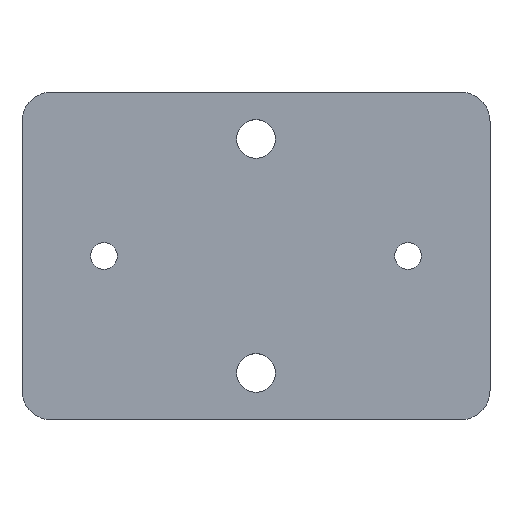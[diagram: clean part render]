
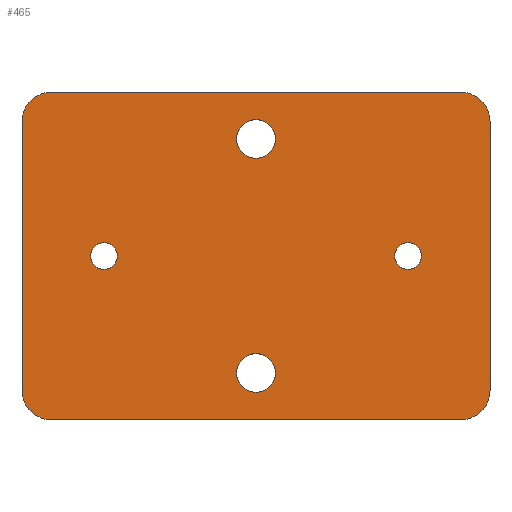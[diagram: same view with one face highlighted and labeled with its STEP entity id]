
A CAD part, top view. The second image highlights one B-rep face of the part: STEP entity #465.
In plain terms, the highlighted planar face has unit normal (0, 0, 1).
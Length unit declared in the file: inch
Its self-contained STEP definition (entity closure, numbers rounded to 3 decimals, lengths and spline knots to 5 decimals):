
#2 = DIRECTION ( 'NONE',  ( 0., 0., 1. ) ) ;
#5 = CARTESIAN_POINT ( 'NONE',  ( -0.165, 1., 0.094 ) ) ;
#7 = VERTEX_POINT ( 'NONE', #547 ) ;
#8 = EDGE_CURVE ( 'NONE', #356, #424, #404, .T. ) ;
#10 = VERTEX_POINT ( 'NONE', #265 ) ;
#18 = CARTESIAN_POINT ( 'NONE',  ( -1.3, 0., 0.094 ) ) ;
#23 = AXIS2_PLACEMENT_3D ( 'NONE', #251, #207, #355 ) ;
#31 = EDGE_LOOP ( 'NONE', ( #337, #246 ) ) ;
#34 = CIRCLE ( 'NONE', #23, 0.165 ) ;
#40 = CARTESIAN_POINT ( 'NONE',  ( 1.75, 1.15, 0.094 ) ) ;
#42 = VERTEX_POINT ( 'NONE', #401 ) ;
#51 = CARTESIAN_POINT ( 'NONE',  ( -2., -2., 0.094 ) ) ;
#52 = VECTOR ( 'NONE', #415, 39.37008 ) ;
#54 = PLANE ( 'NONE',  #453 ) ;
#57 = CIRCLE ( 'NONE', #102, 0.25 ) ;
#64 = CARTESIAN_POINT ( 'NONE',  ( -1.75, -1.4, 0.094 ) ) ;
#71 = DIRECTION ( 'NONE',  ( 1., 0., 0. ) ) ;
#72 = VERTEX_POINT ( 'NONE', #512 ) ;
#77 = ORIENTED_EDGE ( 'NONE', *, *, #579, .T. ) ;
#88 = AXIS2_PLACEMENT_3D ( 'NONE', #320, #360, #366 ) ;
#91 = CIRCLE ( 'NONE', #350, 0.25 ) ;
#98 = ORIENTED_EDGE ( 'NONE', *, *, #105, .T. ) ;
#102 = AXIS2_PLACEMENT_3D ( 'NONE', #244, #331, #476 ) ;
#104 = FACE_BOUND ( 'NONE', #427, .T. ) ;
#105 = EDGE_CURVE ( 'NONE', #160, #356, #91, .T. ) ;
#107 = CARTESIAN_POINT ( 'NONE',  ( 1.18583, 0., 0.094 ) ) ;
#112 = EDGE_CURVE ( 'NONE', #10, #287, #190, .T. ) ;
#115 = CARTESIAN_POINT ( 'NONE',  ( -2., 1.4, 0.094 ) ) ;
#117 = AXIS2_PLACEMENT_3D ( 'NONE', #497, #249, #454 ) ;
#120 = CIRCLE ( 'NONE', #166, 0.165 ) ;
#136 = VERTEX_POINT ( 'NONE', #5 ) ;
#137 = DIRECTION ( 'NONE',  ( 1., 0., 0. ) ) ;
#142 = CIRCLE ( 'NONE', #117, 0.11417 ) ;
#146 = DIRECTION ( 'NONE',  ( 1., 0., 0. ) ) ;
#160 = VERTEX_POINT ( 'NONE', #333 ) ;
#161 = CARTESIAN_POINT ( 'NONE',  ( 2., -1.15, 0.094 ) ) ;
#164 = CARTESIAN_POINT ( 'NONE',  ( -1.75, 1.15, 0.094 ) ) ;
#166 = AXIS2_PLACEMENT_3D ( 'NONE', #514, #578, #137 ) ;
#170 = CARTESIAN_POINT ( 'NONE',  ( -2., -1.4, 0.094 ) ) ;
#178 = ORIENTED_EDGE ( 'NONE', *, *, #371, .T. ) ;
#181 = VERTEX_POINT ( 'NONE', #64 ) ;
#183 = DIRECTION ( 'NONE',  ( -1., 0., 0. ) ) ;
#187 = AXIS2_PLACEMENT_3D ( 'NONE', #536, #526, #146 ) ;
#189 = VERTEX_POINT ( 'NONE', #347 ) ;
#190 = CIRCLE ( 'NONE', #440, 0.11417 ) ;
#192 = ORIENTED_EDGE ( 'NONE', *, *, #255, .F. ) ;
#193 = FACE_BOUND ( 'NONE', #528, .T. ) ;
#199 = ORIENTED_EDGE ( 'NONE', *, *, #112, .F. ) ;
#202 = ORIENTED_EDGE ( 'NONE', *, *, #395, .T. ) ;
#206 = ORIENTED_EDGE ( 'NONE', *, *, #575, .F. ) ;
#207 = DIRECTION ( 'NONE',  ( 0., 0., 1. ) ) ;
#210 = DIRECTION ( 'NONE',  ( 0., 0., 1. ) ) ;
#217 = CIRCLE ( 'NONE', #307, 0.25 ) ;
#224 = DIRECTION ( 'NONE',  ( 0., 1., 0. ) ) ;
#226 = VERTEX_POINT ( 'NONE', #161 ) ;
#229 = AXIS2_PLACEMENT_3D ( 'NONE', #18, #210, #71 ) ;
#239 = VECTOR ( 'NONE', #522, 39.37008 ) ;
#240 = DIRECTION ( 'NONE',  ( 1., 0., 0. ) ) ;
#241 = VERTEX_POINT ( 'NONE', #357 ) ;
#244 = CARTESIAN_POINT ( 'NONE',  ( 1.75, -1.15, 0.094 ) ) ;
#246 = ORIENTED_EDGE ( 'NONE', *, *, #273, .F. ) ;
#247 = CIRCLE ( 'NONE', #229, 0.11417 ) ;
#249 = DIRECTION ( 'NONE',  ( 0., 0., 1. ) ) ;
#251 = CARTESIAN_POINT ( 'NONE',  ( 0., -1., 0.094 ) ) ;
#254 = VECTOR ( 'NONE', #313, 39.37008 ) ;
#255 = EDGE_CURVE ( 'NONE', #430, #7, #142, .T. ) ;
#259 = CARTESIAN_POINT ( 'NONE',  ( 1.75, 1.4, 0.094 ) ) ;
#260 = ORIENTED_EDGE ( 'NONE', *, *, #510, .F. ) ;
#263 = DIRECTION ( 'NONE',  ( -1., 0., 0. ) ) ;
#265 = CARTESIAN_POINT ( 'NONE',  ( 1.41417, 0., 0.094 ) ) ;
#271 = LINE ( 'NONE', #170, #254 ) ;
#273 = EDGE_CURVE ( 'NONE', #42, #489, #34, .T. ) ;
#277 = EDGE_LOOP ( 'NONE', ( #478, #573, #77, #451, #202, #517, #178, #98 ) ) ;
#278 = DIRECTION ( 'NONE',  ( 0., 0., -1. ) ) ;
#281 = DIRECTION ( 'NONE',  ( 1., 0., 0. ) ) ;
#283 = EDGE_CURVE ( 'NONE', #7, #430, #247, .T. ) ;
#287 = VERTEX_POINT ( 'NONE', #107 ) ;
#289 = CARTESIAN_POINT ( 'NONE',  ( -2., -1.15, 0.094 ) ) ;
#291 = ORIENTED_EDGE ( 'NONE', *, *, #283, .F. ) ;
#307 = AXIS2_PLACEMENT_3D ( 'NONE', #164, #317, #421 ) ;
#313 = DIRECTION ( 'NONE',  ( 1., 0., 0. ) ) ;
#317 = DIRECTION ( 'NONE',  ( 0., 0., 1. ) ) ;
#320 = CARTESIAN_POINT ( 'NONE',  ( 0., -1., 0.094 ) ) ;
#321 = EDGE_CURVE ( 'NONE', #509, #181, #341, .T. ) ;
#331 = DIRECTION ( 'NONE',  ( 0., 0., 1. ) ) ;
#332 = EDGE_CURVE ( 'NONE', #489, #42, #380, .T. ) ;
#333 = CARTESIAN_POINT ( 'NONE',  ( 2., 1.15, 0.094 ) ) ;
#337 = ORIENTED_EDGE ( 'NONE', *, *, #332, .F. ) ;
#341 = CIRCLE ( 'NONE', #583, 0.25 ) ;
#345 = EDGE_CURVE ( 'NONE', #424, #189, #217, .T. ) ;
#347 = CARTESIAN_POINT ( 'NONE',  ( -2., 1.15, 0.094 ) ) ;
#350 = AXIS2_PLACEMENT_3D ( 'NONE', #40, #469, #183 ) ;
#355 = DIRECTION ( 'NONE',  ( -1., 0., 0. ) ) ;
#356 = VERTEX_POINT ( 'NONE', #259 ) ;
#357 = CARTESIAN_POINT ( 'NONE',  ( 1.75, -1.4, 0.094 ) ) ;
#360 = DIRECTION ( 'NONE',  ( 0., 0., 1. ) ) ;
#363 = DIRECTION ( 'NONE',  ( 0., 0., 1. ) ) ;
#366 = DIRECTION ( 'NONE',  ( -1., 0., 0. ) ) ;
#370 = DIRECTION ( 'NONE',  ( 0., 0., 1. ) ) ;
#371 = EDGE_CURVE ( 'NONE', #226, #160, #458, .T. ) ;
#373 = CARTESIAN_POINT ( 'NONE',  ( -1.75, -1.15, 0.094 ) ) ;
#379 = CARTESIAN_POINT ( 'NONE',  ( 0., 1., 0.094 ) ) ;
#380 = CIRCLE ( 'NONE', #88, 0.165 ) ;
#384 = FACE_BOUND ( 'NONE', #31, .T. ) ;
#386 = DIRECTION ( 'NONE',  ( -1., 0., 0. ) ) ;
#390 = VECTOR ( 'NONE', #224, 39.37008 ) ;
#395 = EDGE_CURVE ( 'NONE', #181, #241, #271, .T. ) ;
#401 = CARTESIAN_POINT ( 'NONE',  ( -0.165, -1., 0.094 ) ) ;
#404 = LINE ( 'NONE', #115, #52 ) ;
#414 = CARTESIAN_POINT ( 'NONE',  ( -1.75, 1.4, 0.094 ) ) ;
#415 = DIRECTION ( 'NONE',  ( -1., 0., 0. ) ) ;
#421 = DIRECTION ( 'NONE',  ( -1., 0., 0. ) ) ;
#424 = VERTEX_POINT ( 'NONE', #414 ) ;
#425 = LINE ( 'NONE', #51, #239 ) ;
#427 = EDGE_LOOP ( 'NONE', ( #199, #206 ) ) ;
#430 = VERTEX_POINT ( 'NONE', #511 ) ;
#431 = CARTESIAN_POINT ( 'NONE',  ( 0., 0., 0.094 ) ) ;
#435 = FACE_OUTER_BOUND ( 'NONE', #277, .T. ) ;
#440 = AXIS2_PLACEMENT_3D ( 'NONE', #474, #370, #240 ) ;
#445 = EDGE_CURVE ( 'NONE', #72, #136, #120, .T. ) ;
#451 = ORIENTED_EDGE ( 'NONE', *, *, #321, .T. ) ;
#453 = AXIS2_PLACEMENT_3D ( 'NONE', #431, #278, #386 ) ;
#454 = DIRECTION ( 'NONE',  ( 1., 0., 0. ) ) ;
#458 = LINE ( 'NONE', #563, #390 ) ;
#465 = ADVANCED_FACE ( 'NONE', ( #435, #193, #104, #570, #384 ), #54, .F. ) ;
#469 = DIRECTION ( 'NONE',  ( 0., 0., 1. ) ) ;
#471 = CIRCLE ( 'NONE', #612, 0.165 ) ;
#474 = CARTESIAN_POINT ( 'NONE',  ( 1.3, 0., 0.094 ) ) ;
#476 = DIRECTION ( 'NONE',  ( -1., 0., 0. ) ) ;
#478 = ORIENTED_EDGE ( 'NONE', *, *, #8, .T. ) ;
#489 = VERTEX_POINT ( 'NONE', #625 ) ;
#497 = CARTESIAN_POINT ( 'NONE',  ( -1.3, 0., 0.094 ) ) ;
#504 = ORIENTED_EDGE ( 'NONE', *, *, #445, .F. ) ;
#509 = VERTEX_POINT ( 'NONE', #289 ) ;
#510 = EDGE_CURVE ( 'NONE', #136, #72, #471, .T. ) ;
#511 = CARTESIAN_POINT ( 'NONE',  ( -1.41417, 0., 0.094 ) ) ;
#512 = CARTESIAN_POINT ( 'NONE',  ( 0.165, 1., 0.094 ) ) ;
#514 = CARTESIAN_POINT ( 'NONE',  ( 0., 1., 0.094 ) ) ;
#517 = ORIENTED_EDGE ( 'NONE', *, *, #546, .T. ) ;
#522 = DIRECTION ( 'NONE',  ( 0., -1., 0. ) ) ;
#526 = DIRECTION ( 'NONE',  ( 0., 0., 1. ) ) ;
#528 = EDGE_LOOP ( 'NONE', ( #291, #192 ) ) ;
#536 = CARTESIAN_POINT ( 'NONE',  ( 1.3, 0., 0.094 ) ) ;
#546 = EDGE_CURVE ( 'NONE', #241, #226, #57, .T. ) ;
#547 = CARTESIAN_POINT ( 'NONE',  ( -1.18583, 0., 0.094 ) ) ;
#558 = EDGE_LOOP ( 'NONE', ( #504, #260 ) ) ;
#563 = CARTESIAN_POINT ( 'NONE',  ( 2., -1., 0.094 ) ) ;
#570 = FACE_BOUND ( 'NONE', #558, .T. ) ;
#573 = ORIENTED_EDGE ( 'NONE', *, *, #345, .T. ) ;
#575 = EDGE_CURVE ( 'NONE', #287, #10, #601, .T. ) ;
#578 = DIRECTION ( 'NONE',  ( 0., 0., 1. ) ) ;
#579 = EDGE_CURVE ( 'NONE', #189, #509, #425, .T. ) ;
#583 = AXIS2_PLACEMENT_3D ( 'NONE', #373, #363, #263 ) ;
#601 = CIRCLE ( 'NONE', #187, 0.11417 ) ;
#612 = AXIS2_PLACEMENT_3D ( 'NONE', #379, #2, #281 ) ;
#625 = CARTESIAN_POINT ( 'NONE',  ( 0.165, -1., 0.094 ) ) ;
